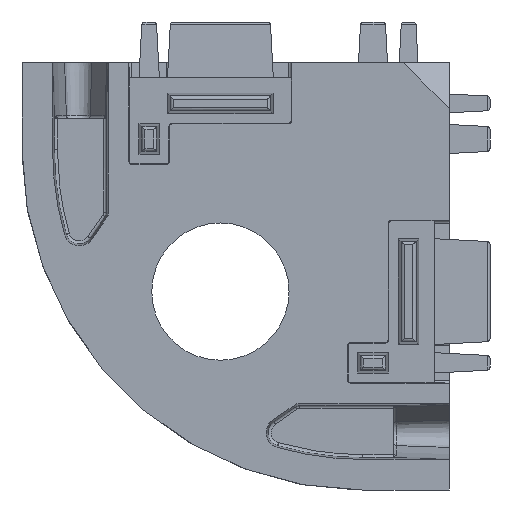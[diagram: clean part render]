
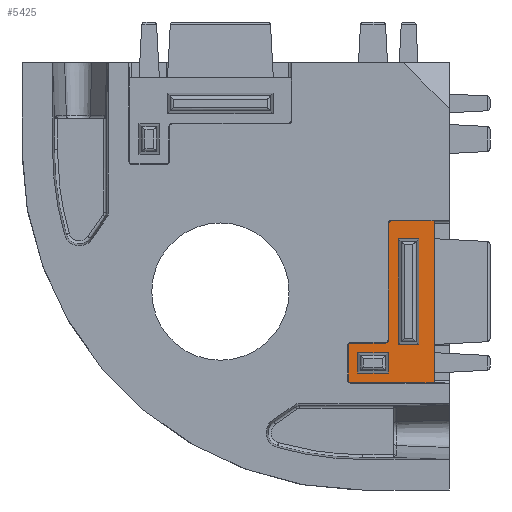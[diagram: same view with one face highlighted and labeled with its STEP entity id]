
A CAD part, left-side view. The second image highlights one B-rep face of the part: STEP entity #5425.
In plain terms, the highlighted planar face has unit normal (-1, 0, 0).
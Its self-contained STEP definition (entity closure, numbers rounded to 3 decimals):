
#31 = LINE ( 'NONE', #10954, #226 ) ;
#226 = VECTOR ( 'NONE', #2333, 1000. ) ;
#244 = VERTEX_POINT ( 'NONE', #6817 ) ;
#275 = CARTESIAN_POINT ( 'NONE',  ( 1.5, 5., -31.2 ) ) ;
#321 = VECTOR ( 'NONE', #2045, 1000. ) ;
#334 = EDGE_CURVE ( 'NONE', #10983, #10478, #9857, .T. ) ;
#590 = DIRECTION ( 'NONE',  ( 0., -1., 0. ) ) ;
#613 = LINE ( 'NONE', #3905, #321 ) ;
#690 = ORIENTED_EDGE ( 'NONE', *, *, #334, .T. ) ;
#744 = VERTEX_POINT ( 'NONE', #10934 ) ;
#759 = EDGE_CURVE ( 'NONE', #9762, #11594, #4299, .T. ) ;
#836 = LINE ( 'NONE', #2456, #8111 ) ;
#930 = CARTESIAN_POINT ( 'NONE',  ( 1.5, 9.7, -27.552 ) ) ;
#936 = VERTEX_POINT ( 'NONE', #10867 ) ;
#1029 = ORIENTED_EDGE ( 'NONE', *, *, #11847, .T. ) ;
#1032 = AXIS2_PLACEMENT_3D ( 'NONE', #6865, #1211, #7850 ) ;
#1135 = EDGE_CURVE ( 'NONE', #5940, #11058, #6428, .T. ) ;
#1211 = DIRECTION ( 'NONE',  ( -1., 0., 0. ) ) ;
#1228 = EDGE_CURVE ( 'NONE', #744, #9088, #10215, .T. ) ;
#1288 = EDGE_CURVE ( 'NONE', #4982, #9088, #9256, .T. ) ;
#1386 = EDGE_CURVE ( 'NONE', #936, #2061, #11463, .T. ) ;
#1419 = LINE ( 'NONE', #6095, #12040 ) ;
#1437 = DIRECTION ( 'NONE',  ( 0., -1., 0. ) ) ;
#1477 = CARTESIAN_POINT ( 'NONE',  ( 1.5, 9.7, -30.5 ) ) ;
#1629 = ORIENTED_EDGE ( 'NONE', *, *, #1288, .T. ) ;
#1721 = DIRECTION ( 'NONE',  ( 1., 0., 0. ) ) ;
#1945 = CARTESIAN_POINT ( 'NONE',  ( 1.5, 9.7, -27.8 ) ) ;
#2045 = DIRECTION ( 'NONE',  ( 0., 1., 0. ) ) ;
#2061 = VERTEX_POINT ( 'NONE', #6721 ) ;
#2088 = LINE ( 'NONE', #11659, #11587 ) ;
#2170 = ORIENTED_EDGE ( 'NONE', *, *, #7961, .T. ) ;
#2281 = VECTOR ( 'NONE', #5924, 1000. ) ;
#2320 = CARTESIAN_POINT ( 'NONE',  ( 1.5, 6.3, -27.552 ) ) ;
#2333 = DIRECTION ( 'NONE',  ( 0., 0., -1. ) ) ;
#2456 = CARTESIAN_POINT ( 'NONE',  ( 1.5, 9.948, -31.2 ) ) ;
#2465 = DIRECTION ( 'NONE',  ( 1., 0., 0. ) ) ;
#2509 = CARTESIAN_POINT ( 'NONE',  ( 1.5, 1.5, -31.448 ) ) ;
#2524 = EDGE_CURVE ( 'NONE', #11594, #244, #9259, .T. ) ;
#2616 = CIRCLE ( 'NONE', #11345, 0.248 ) ;
#2699 = EDGE_CURVE ( 'NONE', #244, #6678, #2088, .T. ) ;
#2749 = EDGE_LOOP ( 'NONE', ( #8797, #2991, #10563, #8847 ) ) ;
#2935 = ORIENTED_EDGE ( 'NONE', *, *, #1228, .F. ) ;
#2963 = CARTESIAN_POINT ( 'NONE',  ( 1.5, 9.7, -27.552 ) ) ;
#2991 = ORIENTED_EDGE ( 'NONE', *, *, #5065, .F. ) ;
#3082 = EDGE_CURVE ( 'NONE', #11058, #6658, #11979, .T. ) ;
#3180 = EDGE_CURVE ( 'NONE', #5333, #8911, #31, .T. ) ;
#3248 = CARTESIAN_POINT ( 'NONE',  ( 1.5, 1.5, -15.552 ) ) ;
#3416 = DIRECTION ( 'NONE',  ( 0., 1., 0. ) ) ;
#3436 = DIRECTION ( 'NONE',  ( 0., 0., -1. ) ) ;
#3583 = VECTOR ( 'NONE', #6007, 1000. ) ;
#3781 = VECTOR ( 'NONE', #590, 1000. ) ;
#3804 = EDGE_CURVE ( 'NONE', #10804, #5940, #1419, .T. ) ;
#3905 = CARTESIAN_POINT ( 'NONE',  ( 1.5, 9.7, -17.3 ) ) ;
#3982 = VECTOR ( 'NONE', #3416, 1000. ) ;
#4104 = FACE_OUTER_BOUND ( 'NONE', #8114, .T. ) ;
#4187 = CARTESIAN_POINT ( 'NONE',  ( 1.5, 5.948, -27.2 ) ) ;
#4235 = DIRECTION ( 'NONE',  ( 0., 0., -1. ) ) ;
#4285 = DIRECTION ( 'NONE',  ( 1., 0., 0. ) ) ;
#4288 = LINE ( 'NONE', #9165, #3982 ) ;
#4299 = LINE ( 'NONE', #275, #2281 ) ;
#4324 = FACE_BOUND ( 'NONE', #8101, .T. ) ;
#4402 = LINE ( 'NONE', #8429, #6635 ) ;
#4508 = DIRECTION ( 'NONE',  ( 0., 0., 1. ) ) ;
#4556 = DIRECTION ( 'NONE',  ( 1., 0., 0. ) ) ;
#4594 = CARTESIAN_POINT ( 'NONE',  ( 1.5, 9.7, -31.2 ) ) ;
#4714 = VERTEX_POINT ( 'NONE', #5763 ) ;
#4982 = VERTEX_POINT ( 'NONE', #2320 ) ;
#5065 = EDGE_CURVE ( 'NONE', #6658, #10804, #4288, .T. ) ;
#5113 = ORIENTED_EDGE ( 'NONE', *, *, #9164, .F. ) ;
#5234 = ORIENTED_EDGE ( 'NONE', *, *, #8798, .F. ) ;
#5333 = VERTEX_POINT ( 'NONE', #3248 ) ;
#5425 = ADVANCED_FACE ( 'NONE', ( #6837, #4104, #4324 ), #10075, .F. ) ;
#5432 = ORIENTED_EDGE ( 'NONE', *, *, #2524, .F. ) ;
#5465 = VECTOR ( 'NONE', #8432, 1000. ) ;
#5763 = CARTESIAN_POINT ( 'NONE',  ( 1.5, 5.7, -15.552 ) ) ;
#5818 = DIRECTION ( 'NONE',  ( 0., 0., 1. ) ) ;
#5821 = ORIENTED_EDGE ( 'NONE', *, *, #3180, .F. ) ;
#5924 = DIRECTION ( 'NONE',  ( 0., 0., -1. ) ) ;
#5940 = VERTEX_POINT ( 'NONE', #6831 ) ;
#5975 = AXIS2_PLACEMENT_3D ( 'NONE', #1945, #1721, #8666 ) ;
#6007 = DIRECTION ( 'NONE',  ( 0., 0., 1. ) ) ;
#6095 = CARTESIAN_POINT ( 'NONE',  ( 1.5, 9., -31.2 ) ) ;
#6243 = CARTESIAN_POINT ( 'NONE',  ( 1.5, -3.531, -31.448 ) ) ;
#6319 = LINE ( 'NONE', #6243, #3781 ) ;
#6428 = LINE ( 'NONE', #1477, #6547 ) ;
#6497 = CARTESIAN_POINT ( 'NONE',  ( 1.5, 9.7, -27.7 ) ) ;
#6547 = VECTOR ( 'NONE', #1437, 1000. ) ;
#6611 = CIRCLE ( 'NONE', #1032, 0.352 ) ;
#6635 = VECTOR ( 'NONE', #9407, 1000. ) ;
#6658 = VERTEX_POINT ( 'NONE', #9309 ) ;
#6678 = VERTEX_POINT ( 'NONE', #12242 ) ;
#6721 = CARTESIAN_POINT ( 'NONE',  ( 1.5, 9.948, -31.2 ) ) ;
#6817 = CARTESIAN_POINT ( 'NONE',  ( 1.5, 3., -27.7 ) ) ;
#6831 = CARTESIAN_POINT ( 'NONE',  ( 1.5, 9., -30.5 ) ) ;
#6837 = FACE_BOUND ( 'NONE', #2749, .T. ) ;
#6865 = CARTESIAN_POINT ( 'NONE',  ( 1.5, 6.3, -27.2 ) ) ;
#6934 = CARTESIAN_POINT ( 'NONE',  ( 1.5, 6., -31.2 ) ) ;
#6986 = CARTESIAN_POINT ( 'NONE',  ( 1.5, 9., -28.5 ) ) ;
#7470 = CARTESIAN_POINT ( 'NONE',  ( 1.5, 5., -17.3 ) ) ;
#7644 = DIRECTION ( 'NONE',  ( 0., 1., 0. ) ) ;
#7850 = DIRECTION ( 'NONE',  ( 0., 0., -1. ) ) ;
#7923 = VECTOR ( 'NONE', #4235, 1000. ) ;
#7961 = EDGE_CURVE ( 'NONE', #5333, #4714, #4402, .T. ) ;
#8101 = EDGE_LOOP ( 'NONE', ( #10558, #11990, #8364, #5432 ) ) ;
#8111 = VECTOR ( 'NONE', #3436, 1000. ) ;
#8114 = EDGE_LOOP ( 'NONE', ( #5234, #690, #5113, #1629, #2935, #8668, #11627, #1029, #5821, #2170 ) ) ;
#8176 = CARTESIAN_POINT ( 'NONE',  ( 1.5, 9.7, -31.2 ) ) ;
#8245 = CARTESIAN_POINT ( 'NONE',  ( 1.5, 5.948, -15.8 ) ) ;
#8364 = ORIENTED_EDGE ( 'NONE', *, *, #2699, .F. ) ;
#8412 = CARTESIAN_POINT ( 'NONE',  ( 1.5, 6., -30.5 ) ) ;
#8429 = CARTESIAN_POINT ( 'NONE',  ( 1.5, 5.7, -15.552 ) ) ;
#8432 = DIRECTION ( 'NONE',  ( 0., -1., 0. ) ) ;
#8666 = DIRECTION ( 'NONE',  ( 0., 0., 1. ) ) ;
#8668 = ORIENTED_EDGE ( 'NONE', *, *, #9262, .T. ) ;
#8797 = ORIENTED_EDGE ( 'NONE', *, *, #3804, .F. ) ;
#8798 = EDGE_CURVE ( 'NONE', #10983, #4714, #2616, .T. ) ;
#8847 = ORIENTED_EDGE ( 'NONE', *, *, #1135, .F. ) ;
#8911 = VERTEX_POINT ( 'NONE', #2509 ) ;
#9088 = VERTEX_POINT ( 'NONE', #2963 ) ;
#9147 = DIRECTION ( 'NONE',  ( 0., 0., -1. ) ) ;
#9164 = EDGE_CURVE ( 'NONE', #4982, #10478, #6611, .T. ) ;
#9165 = CARTESIAN_POINT ( 'NONE',  ( 1.5, 9.7, -28.5 ) ) ;
#9179 = VECTOR ( 'NONE', #7644, 1000. ) ;
#9256 = LINE ( 'NONE', #930, #9179 ) ;
#9259 = LINE ( 'NONE', #6497, #5465 ) ;
#9262 = EDGE_CURVE ( 'NONE', #744, #2061, #836, .T. ) ;
#9309 = CARTESIAN_POINT ( 'NONE',  ( 1.5, 6., -28.5 ) ) ;
#9407 = DIRECTION ( 'NONE',  ( 0., 1., 0. ) ) ;
#9762 = VERTEX_POINT ( 'NONE', #7470 ) ;
#9857 = LINE ( 'NONE', #4187, #7923 ) ;
#10038 = CARTESIAN_POINT ( 'NONE',  ( 1.5, 5.7, -15.8 ) ) ;
#10075 = PLANE ( 'NONE',  #10608 ) ;
#10215 = CIRCLE ( 'NONE', #5975, 0.248 ) ;
#10413 = EDGE_CURVE ( 'NONE', #6678, #9762, #613, .T. ) ;
#10478 = VERTEX_POINT ( 'NONE', #11776 ) ;
#10558 = ORIENTED_EDGE ( 'NONE', *, *, #759, .F. ) ;
#10563 = ORIENTED_EDGE ( 'NONE', *, *, #3082, .F. ) ;
#10601 = CARTESIAN_POINT ( 'NONE',  ( 1.5, 5., -27.7 ) ) ;
#10608 = AXIS2_PLACEMENT_3D ( 'NONE', #8176, #2465, #9147 ) ;
#10804 = VERTEX_POINT ( 'NONE', #6986 ) ;
#10867 = CARTESIAN_POINT ( 'NONE',  ( 1.5, 9.7, -31.448 ) ) ;
#10934 = CARTESIAN_POINT ( 'NONE',  ( 1.5, 9.948, -27.8 ) ) ;
#10954 = CARTESIAN_POINT ( 'NONE',  ( 1.5, 1.5, -31.2 ) ) ;
#10983 = VERTEX_POINT ( 'NONE', #8245 ) ;
#11016 = DIRECTION ( 'NONE',  ( 0., 0., 1. ) ) ;
#11058 = VERTEX_POINT ( 'NONE', #8412 ) ;
#11208 = AXIS2_PLACEMENT_3D ( 'NONE', #4594, #4556, #4508 ) ;
#11345 = AXIS2_PLACEMENT_3D ( 'NONE', #10038, #4285, #11016 ) ;
#11463 = CIRCLE ( 'NONE', #11208, 0.248 ) ;
#11587 = VECTOR ( 'NONE', #5818, 1000. ) ;
#11594 = VERTEX_POINT ( 'NONE', #10601 ) ;
#11627 = ORIENTED_EDGE ( 'NONE', *, *, #1386, .F. ) ;
#11659 = CARTESIAN_POINT ( 'NONE',  ( 1.5, 3., -31.2 ) ) ;
#11776 = CARTESIAN_POINT ( 'NONE',  ( 1.5, 5.948, -27.2 ) ) ;
#11847 = EDGE_CURVE ( 'NONE', #936, #8911, #6319, .T. ) ;
#11895 = DIRECTION ( 'NONE',  ( 0., 0., -1. ) ) ;
#11979 = LINE ( 'NONE', #6934, #3583 ) ;
#11990 = ORIENTED_EDGE ( 'NONE', *, *, #10413, .F. ) ;
#12040 = VECTOR ( 'NONE', #11895, 1000. ) ;
#12242 = CARTESIAN_POINT ( 'NONE',  ( 1.5, 3., -17.3 ) ) ;
